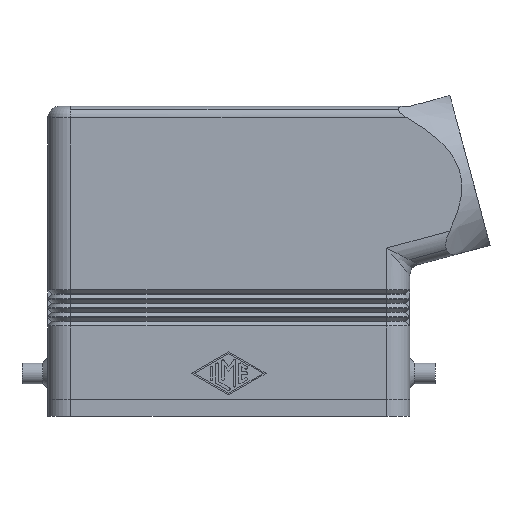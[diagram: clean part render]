
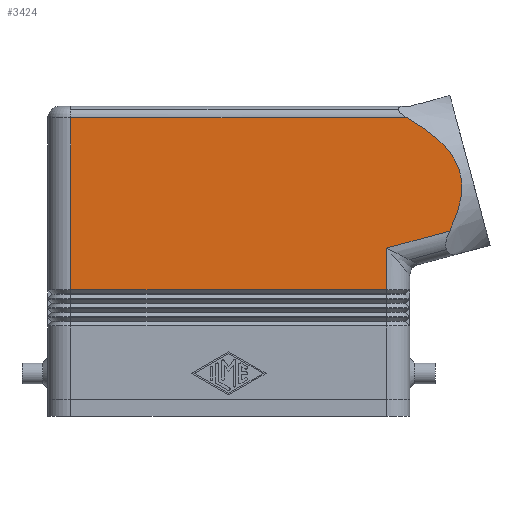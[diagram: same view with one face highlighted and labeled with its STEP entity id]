
A CAD part, front view. The second image highlights one B-rep face of the part: STEP entity #3424.
In plain terms, the highlighted planar face has unit normal (0, -1, 0).
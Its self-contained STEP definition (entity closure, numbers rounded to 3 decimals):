
#449=CARTESIAN_POINT('',(38.47,-14.7,32.263));
#450=VERTEX_POINT('',#449);
#466=CARTESIAN_POINT('',(27.5,-14.7,29.324));
#467=VERTEX_POINT('',#466);
#468=CARTESIAN_POINT('',(38.47,-14.7,32.263));
#469=DIRECTION('',(-0.966,0.,-0.259));
#470=VECTOR('',#469,11.357);
#471=LINE('',#468,#470);
#472=EDGE_CURVE('',#450,#467,#471,.T.);
#2317=CARTESIAN_POINT('',(31.093,-14.7,52.0));
#2318=VERTEX_POINT('',#2317);
#2332=CARTESIAN_POINT('',(38.47,-14.7,32.263));
#2333=CARTESIAN_POINT('',(44.279,-14.7,44.298));
#2334=CARTESIAN_POINT('',(31.093,-14.7,52.0));
#2342=(BOUNDED_CURVE()B_SPLINE_CURVE(2,(#2332,#2333,#2334),.UNSPECIFIED.,.F.,.U.)B_SPLINE_CURVE_WITH_KNOTS((3,3),(1.283,4.716),.UNSPECIFIED.)CURVE()GEOMETRIC_REPRESENTATION_ITEM()RATIONAL_B_SPLINE_CURVE((1.274,1.534,1.226))REPRESENTATION_ITEM(''));
#2343=EDGE_CURVE('',#450,#2318,#2342,.T.);
#3234=CARTESIAN_POINT('',(27.5,-14.7,22.05));
#3235=VERTEX_POINT('',#3234);
#3236=CARTESIAN_POINT('',(27.5,-14.7,22.05));
#3237=DIRECTION('',(0.0,0.0,1.0));
#3238=VECTOR('',#3237,7.274);
#3239=LINE('',#3236,#3238);
#3240=EDGE_CURVE('',#3235,#467,#3239,.T.);
#3259=CARTESIAN_POINT('',(-27.5,-14.7,52.0));
#3260=VERTEX_POINT('',#3259);
#3268=CARTESIAN_POINT('',(-27.5,-14.7,52.0));
#3269=DIRECTION('',(1.0,0.0,0.0));
#3270=VECTOR('',#3269,58.593);
#3271=LINE('',#3268,#3270);
#3272=EDGE_CURVE('',#3260,#2318,#3271,.T.);
#3399=CARTESIAN_POINT('',(27.5,-14.7,0.0));
#3400=DIRECTION('',(0.0,-1.0,0.0));
#3401=DIRECTION('',(0.0,0.0,-1.0));
#3402=AXIS2_PLACEMENT_3D('',#3399,#3400,#3401);
#3403=PLANE('',#3402);
#3404=ORIENTED_EDGE('',*,*,#2343,.T.);
#3405=ORIENTED_EDGE('',*,*,#3272,.F.);
#3406=CARTESIAN_POINT('',(-27.5,-14.7,22.05));
#3407=VERTEX_POINT('',#3406);
#3408=CARTESIAN_POINT('',(-27.5,-14.7,22.05));
#3409=DIRECTION('',(0.0,0.0,1.0));
#3410=VECTOR('',#3409,29.95);
#3411=LINE('',#3408,#3410);
#3412=EDGE_CURVE('',#3407,#3260,#3411,.T.);
#3413=ORIENTED_EDGE('',*,*,#3412,.F.);
#3414=CARTESIAN_POINT('',(27.5,-14.7,22.05));
#3415=DIRECTION('',(-1.0,0.0,0.0));
#3416=VECTOR('',#3415,55.);
#3417=LINE('',#3414,#3416);
#3418=EDGE_CURVE('',#3235,#3407,#3417,.T.);
#3419=ORIENTED_EDGE('',*,*,#3418,.F.);
#3420=ORIENTED_EDGE('',*,*,#3240,.T.);
#3421=ORIENTED_EDGE('',*,*,#472,.F.);
#3422=EDGE_LOOP('',(#3404,#3405,#3413,#3419,#3420,#3421));
#3423=FACE_OUTER_BOUND('',#3422,.T.);
#3424=ADVANCED_FACE('',(#3423),#3403,.T.);
